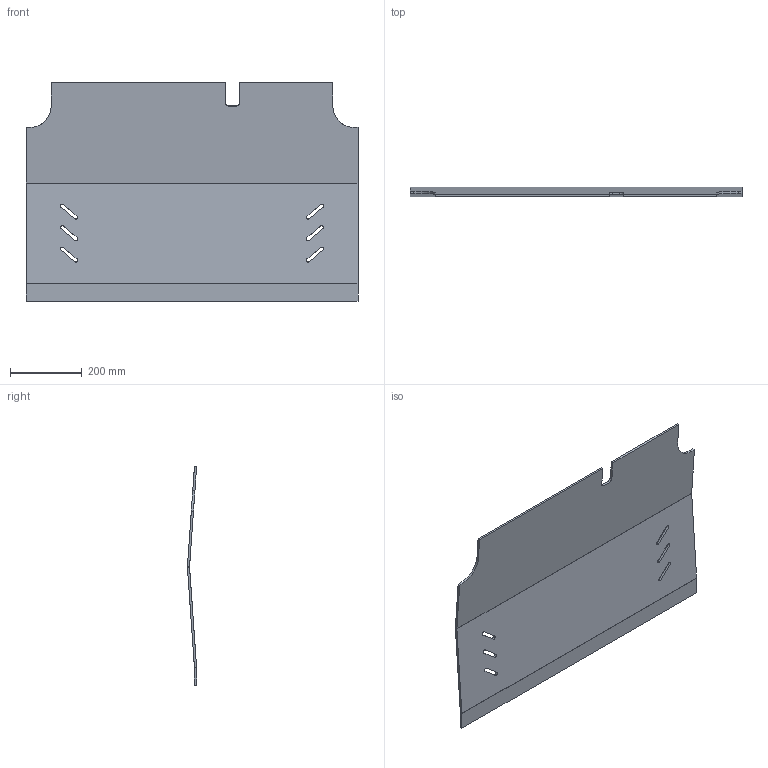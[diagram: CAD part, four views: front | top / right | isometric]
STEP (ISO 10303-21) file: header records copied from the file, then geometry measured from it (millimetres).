
FILE_DESCRIPTION (( 'STEP AP214' ), '1' );
FILE_NAME ('OCD0001.STEP', '2019-07-28T12:17:26', ( '' ), ( '' ), 'SwSTEP 2.0', 'SolidWorks 2018', '' );
FILE_SCHEMA (( 'AUTOMOTIVE_DESIGN' ));
Length unit declared in the file: millimetre
Products named in the file (1): OCD0001
Bounding box: 925 x 25.52 x 609.05 mm (x, y, z)
Volume: 3254756.7 mm3; surface area: 1108491.8 mm2
Topology: 1 solids, 1 shells, 64 faces, 170 edges, 108 vertices
Faces by surface type: plane 38, cylinder 26
Entity records: 2036 total; most frequent: DIRECTION 352, CARTESIAN_POINT 343, ORIENTED_EDGE 340, EDGE_CURVE 170, VECTOR 118, LINE 118, AXIS2_PLACEMENT_3D 117, VERTEX_POINT 108
